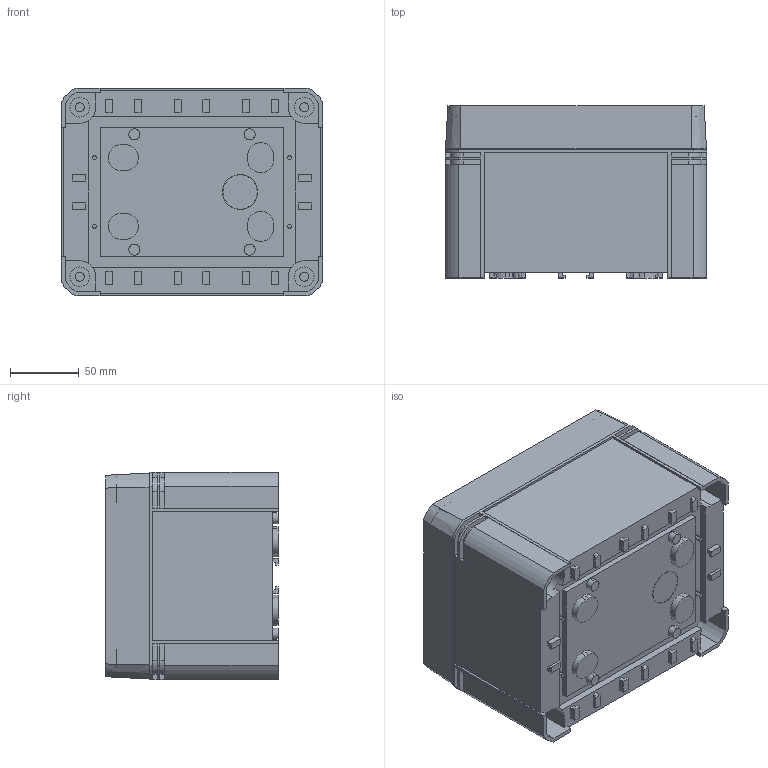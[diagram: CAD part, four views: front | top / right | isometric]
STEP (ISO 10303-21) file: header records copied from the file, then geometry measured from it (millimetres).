
FILE_DESCRIPTION (( 'STEP AP214' ), '1' );
FILE_NAME ('2005494.STEP', '2024-03-08T13:52:18', ( '' ), ( '' ), 'SwSTEP 2.0', 'SolidWorks 2022', '' );
FILE_SCHEMA (( 'AUTOMOTIVE_DESIGN' ));
Length unit declared in the file: millimetre
Products named in the file (9): 2005494; 091280_Standard; 113230_Standart; 076708_2_S916BC 9-Abö-JB; 050522_Deckel-X10-RAL7035; 092861_S-916; 116133_55; 087700_Standard; pan head cross recess screw_iso_ISO 7045 - M3 x 10 - Z --- 10N
Assembly tree (15 placements, depth 3):
  2005494
    076708_2_S916BC 9-Abö-JB
    113230_Standart
      050522_Deckel-X10-RAL7035
    087700_Standard  x4
    091280_Standard  x2
    092861_S-916
    pan head cross recess screw_iso_ISO 7045 - M3 x 10 - Z --- 10N  x4
    116133_55
Bounding box: 190.5 x 125.41 x 150.9 mm (x, y, z)
Volume: 534646.3 mm3; surface area: 371012.6 mm2
Topology: 14 solids, 14 shells, 956 faces, 2469 edges, 1578 vertices
Faces by surface type: plane 603, cylinder 221, cone 64, bspline 32, torus 20, sphere 16
Entity records: 25661 total; most frequent: CARTESIAN_POINT 5152, ORIENTED_EDGE 3886, DIRECTION 3708, EDGE_CURVE 1943, VECTOR 1392, LINE 1392, VERTEX_POINT 1258, AXIS2_PLACEMENT_3D 1158
